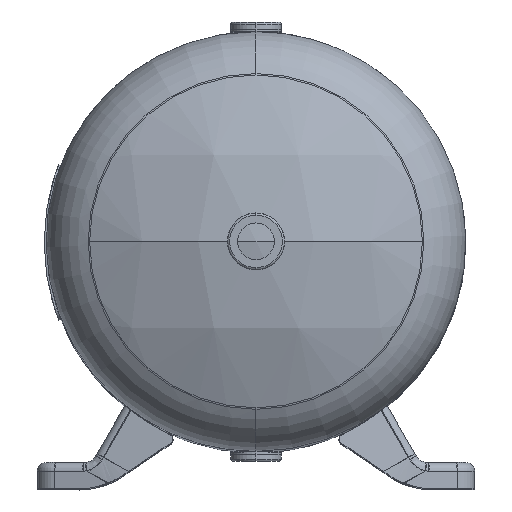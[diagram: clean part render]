
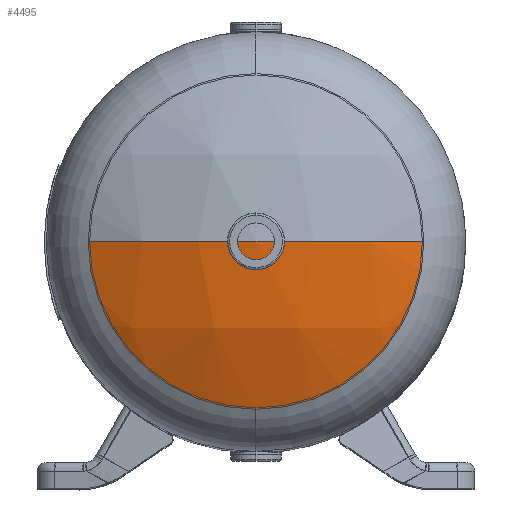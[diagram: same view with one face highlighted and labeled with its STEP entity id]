
A CAD part, top view. The second image highlights one B-rep face of the part: STEP entity #4495.
In plain terms, the highlighted spherical face has radius 274.32 mm.
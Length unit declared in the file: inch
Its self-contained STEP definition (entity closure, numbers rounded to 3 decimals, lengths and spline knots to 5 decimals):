
#302 = DIRECTION ( 'NONE',  ( 0., -1., 0. ) ) ;
#417 = EDGE_CURVE ( 'NONE', #7613, #8061, #10847, .T. ) ;
#638 = CIRCLE ( 'NONE', #7808, 10.8 ) ;
#730 = CIRCLE ( 'NONE', #10657, 4.8 ) ;
#846 = CARTESIAN_POINT ( 'NONE',  ( 0., -7.04258, 0. ) ) ;
#911 = CIRCLE ( 'NONE', #9371, 4.8 ) ;
#1183 = VERTEX_POINT ( 'NONE', #9186 ) ;
#1480 = SPHERICAL_SURFACE ( 'NONE', #8117, 10.8 ) ;
#1482 = VERTEX_POINT ( 'NONE', #1776 ) ;
#1690 = ORIENTED_EDGE ( 'NONE', *, *, #10540, .F. ) ;
#1776 = CARTESIAN_POINT ( 'NONE',  ( 4.8, 2.63213, 0. ) ) ;
#1883 = DIRECTION ( 'NONE',  ( 0., 0., -1. ) ) ;
#1938 = DIRECTION ( 'NONE',  ( -1., 0., 0. ) ) ;
#2131 = CARTESIAN_POINT ( 'NONE',  ( 0., 2.63213, 0. ) ) ;
#2589 = ORIENTED_EDGE ( 'NONE', *, *, #7037, .F. ) ;
#2980 = CARTESIAN_POINT ( 'NONE',  ( 0., 3.75742, 0. ) ) ;
#3346 = DIRECTION ( 'NONE',  ( 1., 0., 0. ) ) ;
#4130 = DIRECTION ( 'NONE',  ( 0., 0., 1. ) ) ;
#4495 = ADVANCED_FACE ( 'NONE', ( #5469 ), #1480, .T. ) ;
#4562 = ORIENTED_EDGE ( 'NONE', *, *, #6966, .F. ) ;
#4939 = CARTESIAN_POINT ( 'NONE',  ( 0., -7.04258, 0. ) ) ;
#5306 = CARTESIAN_POINT ( 'NONE',  ( 0., 2.63213, 0. ) ) ;
#5313 = DIRECTION ( 'NONE',  ( 0., 0., 1. ) ) ;
#5469 = FACE_OUTER_BOUND ( 'NONE', #10647, .T. ) ;
#5544 = DIRECTION ( 'NONE',  ( 0., -1., 0. ) ) ;
#6335 = ORIENTED_EDGE ( 'NONE', *, *, #417, .T. ) ;
#6642 = DIRECTION ( 'NONE',  ( 0., 0., -1. ) ) ;
#6966 = EDGE_CURVE ( 'NONE', #1183, #8061, #730, .T. ) ;
#7037 = EDGE_CURVE ( 'NONE', #1482, #1183, #911, .T. ) ;
#7613 = VERTEX_POINT ( 'NONE', #2980 ) ;
#7808 = AXIS2_PLACEMENT_3D ( 'NONE', #846, #1883, #1938 ) ;
#8061 = VERTEX_POINT ( 'NONE', #9931 ) ;
#8117 = AXIS2_PLACEMENT_3D ( 'NONE', #4939, #4130, #9422 ) ;
#9186 = CARTESIAN_POINT ( 'NONE',  ( 0., 2.63213, 4.8 ) ) ;
#9371 = AXIS2_PLACEMENT_3D ( 'NONE', #2131, #302, #10880 ) ;
#9422 = DIRECTION ( 'NONE',  ( 1., 0., 0. ) ) ;
#9925 = AXIS2_PLACEMENT_3D ( 'NONE', #11342, #5313, #3346 ) ;
#9931 = CARTESIAN_POINT ( 'NONE',  ( -4.8, 2.63213, 0. ) ) ;
#10540 = EDGE_CURVE ( 'NONE', #7613, #1482, #638, .T. ) ;
#10647 = EDGE_LOOP ( 'NONE', ( #1690, #6335, #4562, #2589 ) ) ;
#10657 = AXIS2_PLACEMENT_3D ( 'NONE', #5306, #5544, #6642 ) ;
#10847 = CIRCLE ( 'NONE', #9925, 10.8 ) ;
#10880 = DIRECTION ( 'NONE',  ( 0., 0., -1. ) ) ;
#11342 = CARTESIAN_POINT ( 'NONE',  ( 0., -7.04258, 0. ) ) ;
